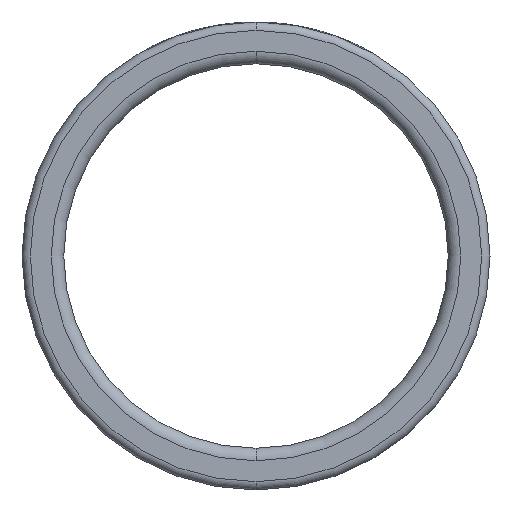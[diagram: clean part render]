
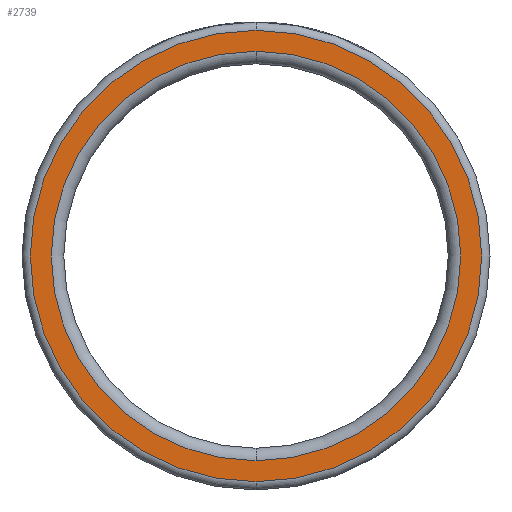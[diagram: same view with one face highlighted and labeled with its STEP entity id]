
A CAD part, front view. The second image highlights one B-rep face of the part: STEP entity #2739.
In plain terms, the highlighted planar face has unit normal (0, -1, 0).
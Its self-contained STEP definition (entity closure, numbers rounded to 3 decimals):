
#125 = EDGE_CURVE ( 'NONE', #457, #1899, #3171, .T. ) ;
#154 = FACE_BOUND ( 'NONE', #2668, .T. ) ;
#167 = ORIENTED_EDGE ( 'NONE', *, *, #633, .F. ) ;
#200 = AXIS2_PLACEMENT_3D ( 'NONE', #2298, #791, #1565 ) ;
#218 = EDGE_CURVE ( 'NONE', #1899, #457, #577, .T. ) ;
#247 = CARTESIAN_POINT ( 'NONE',  ( 49., -107.5, 0. ) ) ;
#251 = CIRCLE ( 'NONE', #1678, 49. ) ;
#298 = EDGE_LOOP ( 'NONE', ( #1497, #1679 ) ) ;
#319 = CIRCLE ( 'NONE', #455, 49. ) ;
#455 = AXIS2_PLACEMENT_3D ( 'NONE', #1755, #2485, #2441 ) ;
#457 = VERTEX_POINT ( 'NONE', #2426 ) ;
#577 = CIRCLE ( 'NONE', #1102, 54. ) ;
#633 = EDGE_CURVE ( 'NONE', #2139, #2826, #251, .T. ) ;
#668 = CARTESIAN_POINT ( 'NONE',  ( 0., -107.5, 54. ) ) ;
#675 = ORIENTED_EDGE ( 'NONE', *, *, #1199, .F. ) ;
#791 = DIRECTION ( 'NONE',  ( 0., -1., 0. ) ) ;
#967 = FACE_OUTER_BOUND ( 'NONE', #298, .T. ) ;
#979 = CARTESIAN_POINT ( 'NONE',  ( 0., -107.5, -49. ) ) ;
#1051 = DIRECTION ( 'NONE',  ( 0., -1., 0. ) ) ;
#1102 = AXIS2_PLACEMENT_3D ( 'NONE', #3030, #1051, #1543 ) ;
#1112 = DIRECTION ( 'NONE',  ( 0., -1., 0. ) ) ;
#1199 = EDGE_CURVE ( 'NONE', #2826, #2139, #319, .T. ) ;
#1349 = AXIS2_PLACEMENT_3D ( 'NONE', #247, #2000, #3188 ) ;
#1497 = ORIENTED_EDGE ( 'NONE', *, *, #125, .T. ) ;
#1543 = DIRECTION ( 'NONE',  ( 0., 0., -1. ) ) ;
#1565 = DIRECTION ( 'NONE',  ( 0., 0., -1. ) ) ;
#1569 = DIRECTION ( 'NONE',  ( 0., 0., -1. ) ) ;
#1678 = AXIS2_PLACEMENT_3D ( 'NONE', #2292, #1112, #1569 ) ;
#1679 = ORIENTED_EDGE ( 'NONE', *, *, #218, .T. ) ;
#1755 = CARTESIAN_POINT ( 'NONE',  ( 0., -107.5, 0. ) ) ;
#1899 = VERTEX_POINT ( 'NONE', #668 ) ;
#2000 = DIRECTION ( 'NONE',  ( 0., -1., 0. ) ) ;
#2139 = VERTEX_POINT ( 'NONE', #979 ) ;
#2222 = CARTESIAN_POINT ( 'NONE',  ( 0., -107.5, 49. ) ) ;
#2292 = CARTESIAN_POINT ( 'NONE',  ( 0., -107.5, 0. ) ) ;
#2298 = CARTESIAN_POINT ( 'NONE',  ( 0., -107.5, 0. ) ) ;
#2426 = CARTESIAN_POINT ( 'NONE',  ( 0., -107.5, -54. ) ) ;
#2441 = DIRECTION ( 'NONE',  ( 0., 0., -1. ) ) ;
#2485 = DIRECTION ( 'NONE',  ( 0., -1., 0. ) ) ;
#2668 = EDGE_LOOP ( 'NONE', ( #167, #675 ) ) ;
#2734 = PLANE ( 'NONE',  #1349 ) ;
#2739 = ADVANCED_FACE ( 'NONE', ( #967, #154 ), #2734, .T. ) ;
#2826 = VERTEX_POINT ( 'NONE', #2222 ) ;
#3030 = CARTESIAN_POINT ( 'NONE',  ( 0., -107.5, 0. ) ) ;
#3171 = CIRCLE ( 'NONE', #200, 54. ) ;
#3188 = DIRECTION ( 'NONE',  ( 0., 0., -1. ) ) ;
